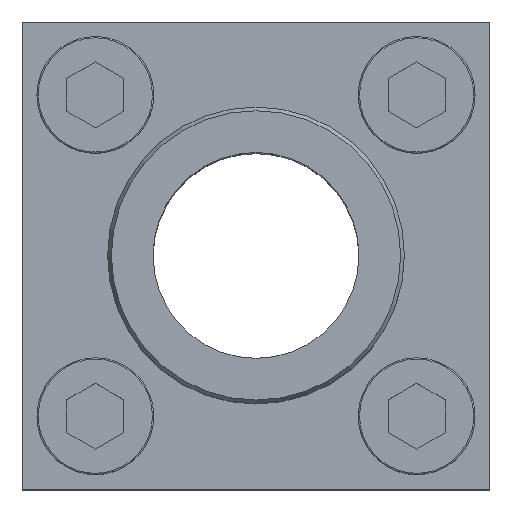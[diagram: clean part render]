
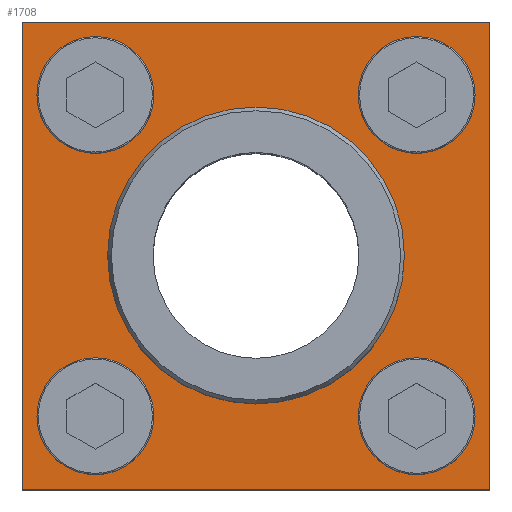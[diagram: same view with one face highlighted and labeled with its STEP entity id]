
A CAD part, top view. The second image highlights one B-rep face of the part: STEP entity #1708.
In plain terms, the highlighted planar face has unit normal (0, 0, 1).
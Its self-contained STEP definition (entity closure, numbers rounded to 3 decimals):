
#32=LINE('',#2517,#200);
#33=LINE('',#2520,#201);
#34=LINE('',#2522,#202);
#35=LINE('',#2524,#203);
#200=VECTOR('',#2019,1000.);
#201=VECTOR('',#2020,1000.);
#202=VECTOR('',#2021,1000.);
#203=VECTOR('',#2022,1000.);
#369=PLANE('',#1838);
#454=ORIENTED_EDGE('',*,*,#893,.T.);
#455=ORIENTED_EDGE('',*,*,#894,.T.);
#456=ORIENTED_EDGE('',*,*,#895,.F.);
#457=ORIENTED_EDGE('',*,*,#896,.T.);
#458=ORIENTED_EDGE('',*,*,#897,.T.);
#459=ORIENTED_EDGE('',*,*,#898,.T.);
#460=ORIENTED_EDGE('',*,*,#899,.T.);
#461=ORIENTED_EDGE('',*,*,#900,.T.);
#462=ORIENTED_EDGE('',*,*,#901,.T.);
#893=EDGE_CURVE('',#1113,#1113,#1277,.T.);
#894=EDGE_CURVE('',#1114,#1114,#1278,.T.);
#895=EDGE_CURVE('',#1115,#1115,#1279,.T.);
#896=EDGE_CURVE('',#1116,#1117,#32,.T.);
#897=EDGE_CURVE('',#1117,#1118,#33,.T.);
#898=EDGE_CURVE('',#1118,#1119,#34,.T.);
#899=EDGE_CURVE('',#1119,#1116,#35,.T.);
#900=EDGE_CURVE('',#1120,#1120,#1280,.T.);
#901=EDGE_CURVE('',#1121,#1121,#1281,.T.);
#1113=VERTEX_POINT('',#2512);
#1114=VERTEX_POINT('',#2514);
#1115=VERTEX_POINT('',#2516);
#1116=VERTEX_POINT('',#2518);
#1117=VERTEX_POINT('',#2519);
#1118=VERTEX_POINT('',#2521);
#1119=VERTEX_POINT('',#2523);
#1120=VERTEX_POINT('',#2526);
#1121=VERTEX_POINT('',#2528);
#1277=CIRCLE('',#1839,22.5);
#1278=CIRCLE('',#1840,22.5);
#1279=CIRCLE('',#1841,57.15);
#1280=CIRCLE('',#1842,22.5);
#1281=CIRCLE('',#1843,22.5);
#1330=EDGE_LOOP('',(#454));
#1331=EDGE_LOOP('',(#455));
#1332=EDGE_LOOP('',(#456));
#1333=EDGE_LOOP('',(#457,#458,#459,#460));
#1334=EDGE_LOOP('',(#461));
#1335=EDGE_LOOP('',(#462));
#1510=FACE_BOUND('',#1330,.T.);
#1511=FACE_BOUND('',#1331,.T.);
#1512=FACE_BOUND('',#1332,.T.);
#1513=FACE_BOUND('',#1333,.T.);
#1514=FACE_BOUND('',#1334,.T.);
#1515=FACE_BOUND('',#1335,.T.);
#1708=ADVANCED_FACE('',(#1510,#1511,#1512,#1513,#1514,#1515),#369,.T.);
#1838=AXIS2_PLACEMENT_3D('',#2510,#2011,#2012);
#1839=AXIS2_PLACEMENT_3D('',#2511,#2013,#2014);
#1840=AXIS2_PLACEMENT_3D('',#2513,#2015,#2016);
#1841=AXIS2_PLACEMENT_3D('',#2515,#2017,#2018);
#1842=AXIS2_PLACEMENT_3D('',#2525,#2023,#2024);
#1843=AXIS2_PLACEMENT_3D('',#2527,#2025,#2026);
#2011=DIRECTION('',(0.,0.,1.));
#2012=DIRECTION('',(1.,0.,0.));
#2013=DIRECTION('',(0.,0.,-1.));
#2014=DIRECTION('',(-1.,0.,0.));
#2015=DIRECTION('',(0.,0.,-1.));
#2016=DIRECTION('',(-1.,0.,0.));
#2017=DIRECTION('',(0.,0.,1.));
#2018=DIRECTION('',(1.,0.,0.));
#2019=DIRECTION('',(0.,-1.,0.));
#2020=DIRECTION('',(1.,0.,0.));
#2021=DIRECTION('',(0.,1.,0.));
#2022=DIRECTION('',(-1.,0.,0.));
#2023=DIRECTION('',(0.,0.,-1.));
#2024=DIRECTION('',(-1.,0.,0.));
#2025=DIRECTION('',(0.,0.,-1.));
#2026=DIRECTION('',(-1.,0.,0.));
#2510=CARTESIAN_POINT('',(0.,0.,72.));
#2511=CARTESIAN_POINT('',(-61.872,-61.872,72.));
#2512=CARTESIAN_POINT('',(-84.372,-61.872,72.));
#2513=CARTESIAN_POINT('',(61.872,61.872,72.));
#2514=CARTESIAN_POINT('',(39.372,61.872,72.));
#2515=CARTESIAN_POINT('',(0.,0.,72.));
#2516=CARTESIAN_POINT('',(57.15,0.,72.));
#2517=CARTESIAN_POINT('',(-90.,90.,72.));
#2518=CARTESIAN_POINT('',(-90.,90.,72.));
#2519=CARTESIAN_POINT('',(-90.,-90.,72.));
#2520=CARTESIAN_POINT('',(-90.,-90.,72.));
#2521=CARTESIAN_POINT('',(90.,-90.,72.));
#2522=CARTESIAN_POINT('',(90.,-90.,72.));
#2523=CARTESIAN_POINT('',(90.,90.,72.));
#2524=CARTESIAN_POINT('',(90.,90.,72.));
#2525=CARTESIAN_POINT('',(-61.872,61.872,72.));
#2526=CARTESIAN_POINT('',(-84.372,61.872,72.));
#2527=CARTESIAN_POINT('',(61.872,-61.872,72.));
#2528=CARTESIAN_POINT('',(39.372,-61.872,72.));
